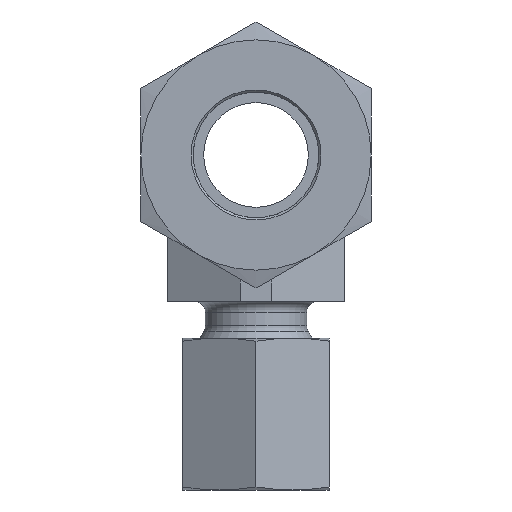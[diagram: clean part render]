
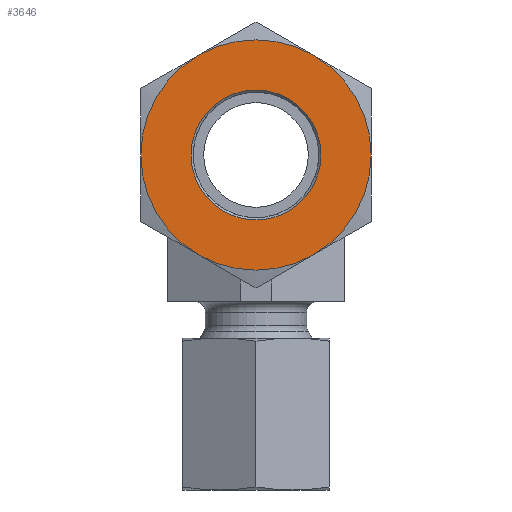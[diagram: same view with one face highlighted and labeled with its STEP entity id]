
A CAD part, front view. The second image highlights one B-rep face of the part: STEP entity #3646.
In plain terms, the highlighted face is planar.
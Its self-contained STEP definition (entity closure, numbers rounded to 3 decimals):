
#3550=CARTESIAN_POINT('',(6.2,0.,15.5));
#3551=VERTEX_POINT('',#3550);
#3552=CARTESIAN_POINT('',(0.0,0.0,15.5));
#3553=DIRECTION('',(0.0,0.0,1.0));
#3554=DIRECTION('',(-1.0,0.0,0.0));
#3555=AXIS2_PLACEMENT_3D('',#3552,#3553,#3554);
#3556=CIRCLE('',#3555,6.2);
#3557=EDGE_CURVE('',#3551,#3551,#3556,.T.);
#3582=CARTESIAN_POINT('',(0.,0.0,15.5));
#3583=DIRECTION('',(0.0,0.0,1.0));
#3584=DIRECTION('',(1.0,0.0,0.0));
#3585=AXIS2_PLACEMENT_3D('',#3582,#3583,#3584);
#3586=PLANE('',#3585);
#3587=CARTESIAN_POINT('',(-5.5,-9.526,15.5));
#3588=VERTEX_POINT('',#3587);
#3589=CARTESIAN_POINT('',(5.5,-9.526,15.5));
#3590=VERTEX_POINT('',#3589);
#3591=CARTESIAN_POINT('',(0.0,0.0,15.5));
#3592=DIRECTION('',(0.0,0.0,1.0));
#3593=DIRECTION('',(-0.5,-0.866,0.0));
#3594=AXIS2_PLACEMENT_3D('',#3591,#3592,#3593);
#3595=CIRCLE('',#3594,11.);
#3596=EDGE_CURVE('',#3588,#3590,#3595,.T.);
#3597=ORIENTED_EDGE('',*,*,#3596,.T.);
#3598=CARTESIAN_POINT('',(11.,0.,15.5));
#3599=VERTEX_POINT('',#3598);
#3600=CARTESIAN_POINT('',(0.0,0.0,15.5));
#3601=DIRECTION('',(0.0,0.0,1.0));
#3602=DIRECTION('',(-0.5,-0.866,0.0));
#3603=AXIS2_PLACEMENT_3D('',#3600,#3601,#3602);
#3604=CIRCLE('',#3603,11.);
#3605=EDGE_CURVE('',#3590,#3599,#3604,.T.);
#3606=ORIENTED_EDGE('',*,*,#3605,.T.);
#3607=CARTESIAN_POINT('',(5.5,9.526,15.5));
#3608=VERTEX_POINT('',#3607);
#3609=CARTESIAN_POINT('',(0.0,0.0,15.5));
#3610=DIRECTION('',(0.0,0.0,1.0));
#3611=DIRECTION('',(-0.5,-0.866,0.0));
#3612=AXIS2_PLACEMENT_3D('',#3609,#3610,#3611);
#3613=CIRCLE('',#3612,11.);
#3614=EDGE_CURVE('',#3599,#3608,#3613,.T.);
#3615=ORIENTED_EDGE('',*,*,#3614,.T.);
#3616=CARTESIAN_POINT('',(-5.5,9.526,15.5));
#3617=VERTEX_POINT('',#3616);
#3618=CARTESIAN_POINT('',(0.0,0.0,15.5));
#3619=DIRECTION('',(0.0,0.0,1.0));
#3620=DIRECTION('',(-0.5,-0.866,0.0));
#3621=AXIS2_PLACEMENT_3D('',#3618,#3619,#3620);
#3622=CIRCLE('',#3621,11.);
#3623=EDGE_CURVE('',#3608,#3617,#3622,.T.);
#3624=ORIENTED_EDGE('',*,*,#3623,.T.);
#3625=CARTESIAN_POINT('',(-11.0,0.0,15.5));
#3626=VERTEX_POINT('',#3625);
#3627=CARTESIAN_POINT('',(0.0,0.0,15.5));
#3628=DIRECTION('',(0.0,0.0,1.0));
#3629=DIRECTION('',(-0.5,-0.866,0.0));
#3630=AXIS2_PLACEMENT_3D('',#3627,#3628,#3629);
#3631=CIRCLE('',#3630,11.);
#3632=EDGE_CURVE('',#3617,#3626,#3631,.T.);
#3633=ORIENTED_EDGE('',*,*,#3632,.T.);
#3634=CARTESIAN_POINT('',(0.0,0.0,15.5));
#3635=DIRECTION('',(0.0,0.0,1.0));
#3636=DIRECTION('',(-0.5,-0.866,0.0));
#3637=AXIS2_PLACEMENT_3D('',#3634,#3635,#3636);
#3638=CIRCLE('',#3637,11.);
#3639=EDGE_CURVE('',#3626,#3588,#3638,.T.);
#3640=ORIENTED_EDGE('',*,*,#3639,.T.);
#3641=EDGE_LOOP('',(#3597,#3606,#3615,#3624,#3633,#3640));
#3642=FACE_OUTER_BOUND('',#3641,.T.);
#3643=ORIENTED_EDGE('',*,*,#3557,.F.);
#3644=EDGE_LOOP('',(#3643));
#3645=FACE_BOUND('',#3644,.T.);
#3646=ADVANCED_FACE('',(#3642,#3645),#3586,.T.);
